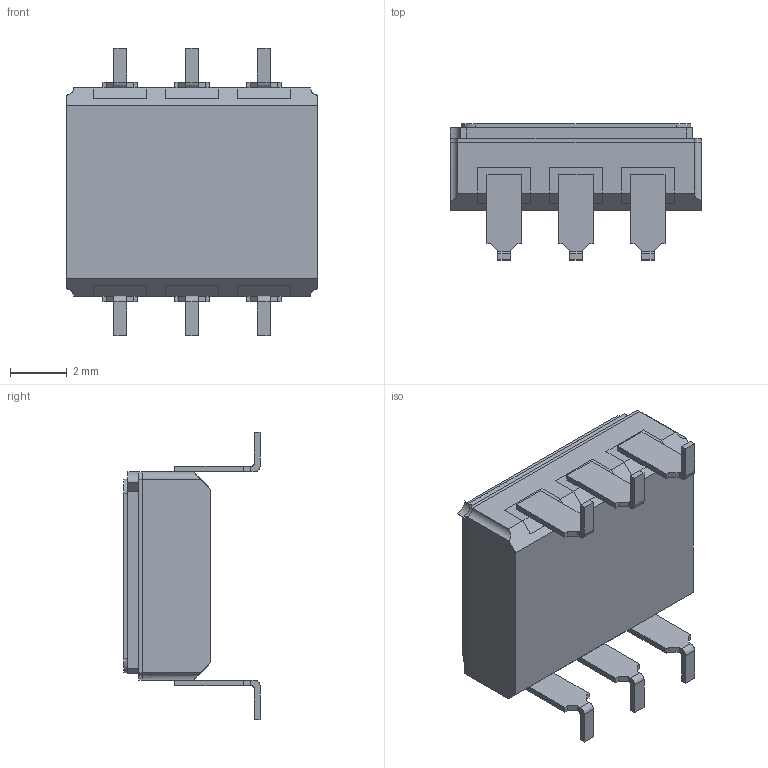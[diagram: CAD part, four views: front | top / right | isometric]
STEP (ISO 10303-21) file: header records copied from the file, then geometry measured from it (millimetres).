
FILE_DESCRIPTION (( 'STEP AP214' ), '1' );
FILE_NAME ('QT194.STEP', '2023-08-15T21:14:34', ( '' ), ( '' ), 'SwSTEP 2.0', 'SolidWorks 2022', '' );
FILE_SCHEMA (( 'AUTOMOTIVE_DESIGN' ));
Length unit declared in the file: inch
Products named in the file (1): QT194
Bounding box: 8.89 x 4.81 x 10.16 mm (x, y, z)
Volume: 103.8 mm3; surface area: 547.8 mm2
Topology: 11 solids, 11 shells, 367 faces, 966 edges, 640 vertices
Faces by surface type: plane 292, bspline 38, cylinder 37
Entity records: 18351 total; most frequent: CARTESIAN_POINT 4544, ORIENTED_EDGE 1932, DIRECTION 1616, EDGE_CURVE 966, VECTOR 816, LINE 816, VERTEX_POINT 640, AXIS2_PLACEMENT_3D 400
